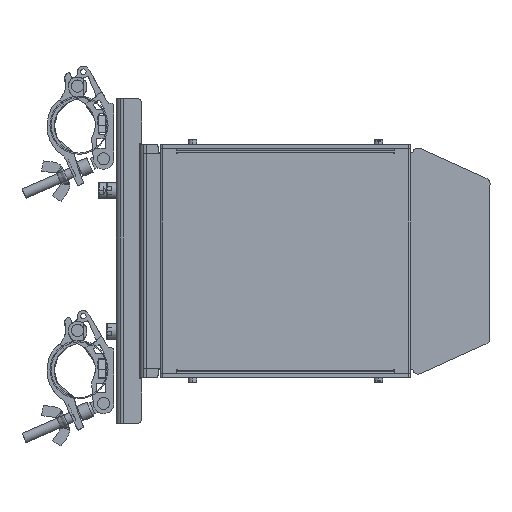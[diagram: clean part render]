
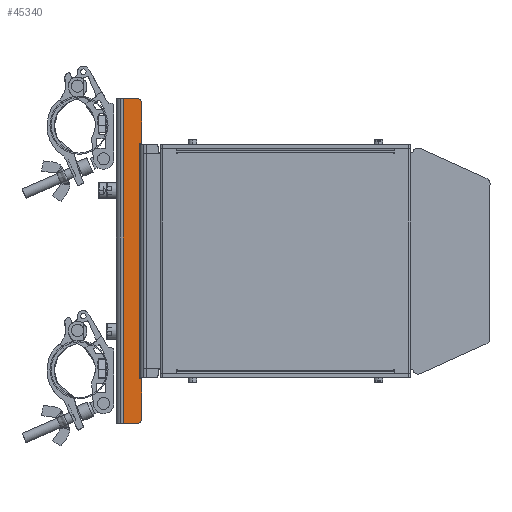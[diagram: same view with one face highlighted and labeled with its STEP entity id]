
A CAD part, left-side view. The second image highlights one B-rep face of the part: STEP entity #45340.
In plain terms, the highlighted planar face has unit normal (-1, 0, 0).
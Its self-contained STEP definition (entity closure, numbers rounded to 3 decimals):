
#33 = CARTESIAN_POINT ( 'NONE',  ( -183.704, -361.671, -242.689 ) ) ;
#878 = AXIS2_PLACEMENT_3D ( 'NONE', #64299, #64573, #23588 ) ;
#1424 = ORIENTED_EDGE ( 'NONE', *, *, #62294, .T. ) ;
#1609 = VECTOR ( 'NONE', #72656, 1000. ) ;
#2860 = EDGE_CURVE ( 'NONE', #17811, #49380, #3407, .T. ) ;
#3407 = CIRCLE ( 'NONE', #39782, 5. ) ;
#4259 = CARTESIAN_POINT ( 'NONE',  ( -183.704, -362.671, -242.689 ) ) ;
#4929 = ORIENTED_EDGE ( 'NONE', *, *, #21015, .T. ) ;
#4968 = ORIENTED_EDGE ( 'NONE', *, *, #15463, .T. ) ;
#5121 = CARTESIAN_POINT ( 'NONE',  ( -183.704, -342.671, -358.689 ) ) ;
#7557 = CARTESIAN_POINT ( 'NONE',  ( -183.704, -363.671, -242.689 ) ) ;
#7821 = CARTESIAN_POINT ( 'NONE',  ( -183.704, -363.671, -475.689 ) ) ;
#8994 = DIRECTION ( 'NONE',  ( 0., -1., 0. ) ) ;
#9063 = CARTESIAN_POINT ( 'NONE',  ( -183.704, -358.671, -518.689 ) ) ;
#9244 = EDGE_CURVE ( 'NONE', #49380, #46020, #63388, .T. ) ;
#9821 = LINE ( 'NONE', #44683, #45710 ) ;
#10477 = VECTOR ( 'NONE', #55925, 1000. ) ;
#11228 = CARTESIAN_POINT ( 'NONE',  ( -183.704, -358.671, -198.689 ) ) ;
#11452 = VERTEX_POINT ( 'NONE', #63136 ) ;
#13723 = CARTESIAN_POINT ( 'NONE',  ( -183.704, -345.171, -358.689 ) ) ;
#14169 = LINE ( 'NONE', #32623, #10477 ) ;
#14348 = EDGE_CURVE ( 'NONE', #76044, #69813, #58694, .T. ) ;
#14649 = DIRECTION ( 'NONE',  ( -1., 0., 0. ) ) ;
#15463 = EDGE_CURVE ( 'NONE', #22089, #66030, #32800, .T. ) ;
#15854 = ORIENTED_EDGE ( 'NONE', *, *, #62052, .T. ) ;
#16087 = ORIENTED_EDGE ( 'NONE', *, *, #48612, .T. ) ;
#16216 = VECTOR ( 'NONE', #67987, 1000. ) ;
#16503 = AXIS2_PLACEMENT_3D ( 'NONE', #25108, #71700, #66115 ) ;
#17811 = VERTEX_POINT ( 'NONE', #9063 ) ;
#18100 = ORIENTED_EDGE ( 'NONE', *, *, #46012, .T. ) ;
#21015 = EDGE_CURVE ( 'NONE', #22398, #76044, #14169, .T. ) ;
#21444 = CARTESIAN_POINT ( 'NONE',  ( -183.704, -363.671, -474.689 ) ) ;
#22089 = VERTEX_POINT ( 'NONE', #68674 ) ;
#22398 = VERTEX_POINT ( 'NONE', #34011 ) ;
#23530 = AXIS2_PLACEMENT_3D ( 'NONE', #5121, #51057, #45472 ) ;
#23588 = DIRECTION ( 'NONE',  ( 0., -1., 0. ) ) ;
#24133 = CARTESIAN_POINT ( 'NONE',  ( -183.704, -345.171, -198.689 ) ) ;
#25108 = CARTESIAN_POINT ( 'NONE',  ( -183.704, -358.671, -203.689 ) ) ;
#26013 = DIRECTION ( 'NONE',  ( 0., -1., 0. ) ) ;
#26503 = DIRECTION ( 'NONE',  ( 0., -1., 0. ) ) ;
#26670 = VECTOR ( 'NONE', #26013, 1000. ) ;
#26723 = VECTOR ( 'NONE', #68273, 1000. ) ;
#27308 = LINE ( 'NONE', #62082, #16216 ) ;
#27838 = DIRECTION ( 'NONE',  ( 0., 1., 0. ) ) ;
#27921 = CARTESIAN_POINT ( 'NONE',  ( -183.704, -363.671, -241.689 ) ) ;
#28673 = ORIENTED_EDGE ( 'NONE', *, *, #14348, .T. ) ;
#29985 = CARTESIAN_POINT ( 'NONE',  ( -183.704, -363.671, -513.689 ) ) ;
#30969 = DIRECTION ( 'NONE',  ( 0., 0., -1. ) ) ;
#31204 = ORIENTED_EDGE ( 'NONE', *, *, #9244, .T. ) ;
#31903 = LINE ( 'NONE', #21444, #58545 ) ;
#32150 = DIRECTION ( 'NONE',  ( 0., -1., 0. ) ) ;
#32623 = CARTESIAN_POINT ( 'NONE',  ( -183.704, -361.671, -474.689 ) ) ;
#32800 = CIRCLE ( 'NONE', #16503, 5. ) ;
#32813 = LINE ( 'NONE', #7557, #1609 ) ;
#33616 = VERTEX_POINT ( 'NONE', #27921 ) ;
#34011 = CARTESIAN_POINT ( 'NONE',  ( -183.704, -361.671, -474.689 ) ) ;
#34896 = FACE_OUTER_BOUND ( 'NONE', #74685, .T. ) ;
#36710 = CARTESIAN_POINT ( 'NONE',  ( -183.704, -358.671, -513.689 ) ) ;
#37025 = CARTESIAN_POINT ( 'NONE',  ( -183.704, -361.671, -242.689 ) ) ;
#38966 = VERTEX_POINT ( 'NONE', #24133 ) ;
#39585 = CARTESIAN_POINT ( 'NONE',  ( -183.704, -362.671, -474.689 ) ) ;
#39782 = AXIS2_PLACEMENT_3D ( 'NONE', #36710, #66177, #8994 ) ;
#40093 = EDGE_CURVE ( 'NONE', #71411, #22398, #31903, .T. ) ;
#44683 = CARTESIAN_POINT ( 'NONE',  ( -183.704, -363.671, -518.689 ) ) ;
#45340 = ADVANCED_FACE ( 'NONE', ( #34896 ), #56492, .T. ) ;
#45472 = DIRECTION ( 'NONE',  ( 0., -1., 0. ) ) ;
#45710 = VECTOR ( 'NONE', #32150, 1000. ) ;
#46012 = EDGE_CURVE ( 'NONE', #33616, #22089, #32813, .T. ) ;
#46020 = VERTEX_POINT ( 'NONE', #7821 ) ;
#48333 = LINE ( 'NONE', #13723, #51108 ) ;
#48612 = EDGE_CURVE ( 'NONE', #66030, #38966, #27308, .T. ) ;
#49380 = VERTEX_POINT ( 'NONE', #29985 ) ;
#49993 = ORIENTED_EDGE ( 'NONE', *, *, #50418, .T. ) ;
#50418 = EDGE_CURVE ( 'NONE', #69813, #33616, #60988, .T. ) ;
#51057 = DIRECTION ( 'NONE',  ( -1., 0., 0. ) ) ;
#51108 = VECTOR ( 'NONE', #30969, 1000. ) ;
#54459 = ORIENTED_EDGE ( 'NONE', *, *, #40093, .T. ) ;
#55925 = DIRECTION ( 'NONE',  ( 0., 0., 1. ) ) ;
#55964 = CARTESIAN_POINT ( 'NONE',  ( -183.704, -362.671, -475.689 ) ) ;
#56451 = CIRCLE ( 'NONE', #66865, 1. ) ;
#56492 = PLANE ( 'NONE',  #23530 ) ;
#58545 = VECTOR ( 'NONE', #27838, 1000. ) ;
#58694 = LINE ( 'NONE', #37025, #26670 ) ;
#60988 = CIRCLE ( 'NONE', #878, 1. ) ;
#62052 = EDGE_CURVE ( 'NONE', #11452, #17811, #9821, .T. ) ;
#62082 = CARTESIAN_POINT ( 'NONE',  ( -183.704, -342.671, -198.689 ) ) ;
#62294 = EDGE_CURVE ( 'NONE', #38966, #11452, #48333, .T. ) ;
#62980 = EDGE_CURVE ( 'NONE', #46020, #71411, #56451, .T. ) ;
#63002 = ORIENTED_EDGE ( 'NONE', *, *, #62980, .T. ) ;
#63136 = CARTESIAN_POINT ( 'NONE',  ( -183.704, -345.171, -518.689 ) ) ;
#63388 = LINE ( 'NONE', #68526, #26723 ) ;
#64299 = CARTESIAN_POINT ( 'NONE',  ( -183.704, -362.671, -241.689 ) ) ;
#64573 = DIRECTION ( 'NONE',  ( -1., 0., 0. ) ) ;
#66030 = VERTEX_POINT ( 'NONE', #11228 ) ;
#66115 = DIRECTION ( 'NONE',  ( 0., -1., 0. ) ) ;
#66177 = DIRECTION ( 'NONE',  ( -1., 0., 0. ) ) ;
#66865 = AXIS2_PLACEMENT_3D ( 'NONE', #55964, #14649, #26503 ) ;
#67987 = DIRECTION ( 'NONE',  ( 0., 1., 0. ) ) ;
#68273 = DIRECTION ( 'NONE',  ( 0., 0., 1. ) ) ;
#68526 = CARTESIAN_POINT ( 'NONE',  ( -183.704, -363.671, -518.689 ) ) ;
#68674 = CARTESIAN_POINT ( 'NONE',  ( -183.704, -363.671, -203.689 ) ) ;
#69813 = VERTEX_POINT ( 'NONE', #4259 ) ;
#71411 = VERTEX_POINT ( 'NONE', #39585 ) ;
#71700 = DIRECTION ( 'NONE',  ( -1., 0., 0. ) ) ;
#72656 = DIRECTION ( 'NONE',  ( 0., 0., 1. ) ) ;
#74685 = EDGE_LOOP ( 'NONE', ( #28673, #49993, #18100, #4968, #16087, #1424, #15854, #75034, #31204, #63002, #54459, #4929 ) ) ;
#75034 = ORIENTED_EDGE ( 'NONE', *, *, #2860, .T. ) ;
#76044 = VERTEX_POINT ( 'NONE', #33 ) ;
